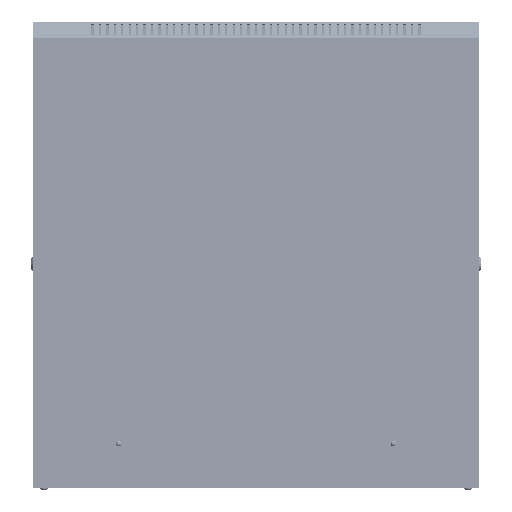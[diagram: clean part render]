
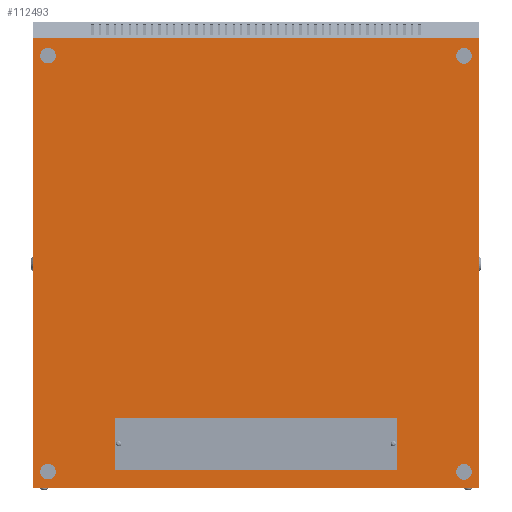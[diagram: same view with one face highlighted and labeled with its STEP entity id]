
A CAD part, front view. The second image highlights one B-rep face of the part: STEP entity #112493.
In plain terms, the highlighted planar face has unit normal (0, -1, 0).
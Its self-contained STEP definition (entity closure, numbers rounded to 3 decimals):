
#547 = EDGE_CURVE ( 'NONE', #88942, #173729, #171113, .T. ) ;
#914 = DIRECTION ( 'NONE',  ( 0., 1., 0. ) ) ;
#3514 = EDGE_CURVE ( 'NONE', #136878, #71364, #22781, .T. ) ;
#3821 = CARTESIAN_POINT ( 'NONE',  ( -190., 0., 95. ) ) ;
#4522 = DIRECTION ( 'NONE',  ( 0., 0., 1. ) ) ;
#5672 = EDGE_LOOP ( 'NONE', ( #44723, #48526 ) ) ;
#6831 = EDGE_CURVE ( 'NONE', #113580, #36969, #189866, .T. ) ;
#6932 = DIRECTION ( 'NONE',  ( 0., 0., 1. ) ) ;
#7185 = DIRECTION ( 'NONE',  ( 0., 1., 0. ) ) ;
#7219 = CARTESIAN_POINT ( 'NONE',  ( 280., 0., 21.9 ) ) ;
#8738 = DIRECTION ( 'NONE',  ( 1., 0., 0. ) ) ;
#11919 = VERTEX_POINT ( 'NONE', #144591 ) ;
#16084 = ORIENTED_EDGE ( 'NONE', *, *, #126668, .T. ) ;
#16668 = EDGE_LOOP ( 'NONE', ( #61436, #71029 ) ) ;
#18356 = CARTESIAN_POINT ( 'NONE',  ( -280., 0., 21.9 ) ) ;
#20398 = VERTEX_POINT ( 'NONE', #147962 ) ;
#20873 = AXIS2_PLACEMENT_3D ( 'NONE', #65572, #65515, #65308 ) ;
#20978 = CARTESIAN_POINT ( 'NONE',  ( -280., 0., 25.15 ) ) ;
#22781 = CIRCLE ( 'NONE', #20873, 3.25 ) ;
#23582 = CARTESIAN_POINT ( 'NONE',  ( -190., 0., 25. ) ) ;
#25297 = DIRECTION ( 'NONE',  ( 0., 0., 1. ) ) ;
#25539 = CARTESIAN_POINT ( 'NONE',  ( 280., 0., 581.9 ) ) ;
#28664 = CARTESIAN_POINT ( 'NONE',  ( -190., 0., 95. ) ) ;
#28819 = ORIENTED_EDGE ( 'NONE', *, *, #58525, .T. ) ;
#29691 = VECTOR ( 'NONE', #62659, 1000. ) ;
#34453 = CARTESIAN_POINT ( 'NONE',  ( -300., 0., 606.5 ) ) ;
#35015 = VECTOR ( 'NONE', #213324, 1000. ) ;
#35373 = DIRECTION ( 'NONE',  ( 0., 0., 1. ) ) ;
#36969 = VERTEX_POINT ( 'NONE', #186767 ) ;
#38282 = CARTESIAN_POINT ( 'NONE',  ( -190., 0., 95. ) ) ;
#38464 = VECTOR ( 'NONE', #8738, 1000. ) ;
#40172 = VERTEX_POINT ( 'NONE', #151596 ) ;
#42519 = DIRECTION ( 'NONE',  ( 0., 0., 1. ) ) ;
#42971 = EDGE_CURVE ( 'NONE', #68570, #90187, #156171, .T. ) ;
#42975 = EDGE_LOOP ( 'NONE', ( #73184, #87538, #91419, #103052 ) ) ;
#44723 = ORIENTED_EDGE ( 'NONE', *, *, #130879, .T. ) ;
#44768 = FACE_BOUND ( 'NONE', #46173, .T. ) ;
#46173 = EDGE_LOOP ( 'NONE', ( #57087, #59295 ) ) ;
#48526 = ORIENTED_EDGE ( 'NONE', *, *, #547, .T. ) ;
#50358 = CARTESIAN_POINT ( 'NONE',  ( 280., 0., 585.15 ) ) ;
#51641 = AXIS2_PLACEMENT_3D ( 'NONE', #216981, #216276, #215746 ) ;
#56025 = CARTESIAN_POINT ( 'NONE',  ( 300., 0., 606.5 ) ) ;
#56982 = AXIS2_PLACEMENT_3D ( 'NONE', #25539, #143720, #42519 ) ;
#57087 = ORIENTED_EDGE ( 'NONE', *, *, #131880, .T. ) ;
#58525 = EDGE_CURVE ( 'NONE', #40172, #189050, #61145, .T. ) ;
#59295 = ORIENTED_EDGE ( 'NONE', *, *, #3514, .T. ) ;
#59310 = CARTESIAN_POINT ( 'NONE',  ( 300., 0., 606.5 ) ) ;
#61145 = CIRCLE ( 'NONE', #138285, 3.25 ) ;
#61436 = ORIENTED_EDGE ( 'NONE', *, *, #132454, .T. ) ;
#62659 = DIRECTION ( 'NONE',  ( -1., 0., 0. ) ) ;
#65308 = DIRECTION ( 'NONE',  ( 0., 0., 1. ) ) ;
#65515 = DIRECTION ( 'NONE',  ( 0., 1., 0. ) ) ;
#65572 = CARTESIAN_POINT ( 'NONE',  ( 280., 0., 581.9 ) ) ;
#68570 = VERTEX_POINT ( 'NONE', #59310 ) ;
#71029 = ORIENTED_EDGE ( 'NONE', *, *, #6831, .T. ) ;
#71364 = VERTEX_POINT ( 'NONE', #50358 ) ;
#73051 = DIRECTION ( 'NONE',  ( -1., 0., 0. ) ) ;
#73184 = ORIENTED_EDGE ( 'NONE', *, *, #162270, .T. ) ;
#76003 = CARTESIAN_POINT ( 'NONE',  ( -190., 0., 25. ) ) ;
#83461 = LINE ( 'NONE', #76003, #38464 ) ;
#84834 = CARTESIAN_POINT ( 'NONE',  ( 280., 0., 18.65 ) ) ;
#85249 = PLANE ( 'NONE',  #198390 ) ;
#85276 = LINE ( 'NONE', #180513, #29691 ) ;
#87526 = CIRCLE ( 'NONE', #56982, 3.25 ) ;
#87538 = ORIENTED_EDGE ( 'NONE', *, *, #136404, .F. ) ;
#87967 = EDGE_LOOP ( 'NONE', ( #16084, #28819 ) ) ;
#88942 = VERTEX_POINT ( 'NONE', #195079 ) ;
#89715 = FACE_BOUND ( 'NONE', #5672, .T. ) ;
#90187 = VERTEX_POINT ( 'NONE', #204206 ) ;
#91043 = CARTESIAN_POINT ( 'NONE',  ( 280., 0., 21.9 ) ) ;
#91313 = CARTESIAN_POINT ( 'NONE',  ( -280., 0., 581.9 ) ) ;
#91419 = ORIENTED_EDGE ( 'NONE', *, *, #137002, .F. ) ;
#94979 = FACE_BOUND ( 'NONE', #87967, .T. ) ;
#101379 = VECTOR ( 'NONE', #103152, 1000. ) ;
#102854 = CIRCLE ( 'NONE', #141311, 3.25 ) ;
#103052 = ORIENTED_EDGE ( 'NONE', *, *, #42971, .T. ) ;
#103152 = DIRECTION ( 'NONE',  ( 0., 0., -1. ) ) ;
#104467 = EDGE_LOOP ( 'NONE', ( #105564, #115591, #117614, #119565 ) ) ;
#105564 = ORIENTED_EDGE ( 'NONE', *, *, #137978, .F. ) ;
#105777 = DIRECTION ( 'NONE',  ( 0., 1., 0. ) ) ;
#106045 = VECTOR ( 'NONE', #73051, 1000. ) ;
#108072 = DIRECTION ( 'NONE',  ( 0., 0., 1. ) ) ;
#108337 = DIRECTION ( 'NONE',  ( 0., 0., 1. ) ) ;
#109540 = CARTESIAN_POINT ( 'NONE',  ( 190., 0., 95. ) ) ;
#110511 = AXIS2_PLACEMENT_3D ( 'NONE', #7219, #7185, #6932 ) ;
#112493 = ADVANCED_FACE ( 'NONE', ( #94979, #89715, #44768, #218465, #189770, #174053 ), #85249, .F. ) ;
#113580 = VERTEX_POINT ( 'NONE', #84834 ) ;
#113628 = VECTOR ( 'NONE', #139543, 1000. ) ;
#114036 = VERTEX_POINT ( 'NONE', #131147 ) ;
#115591 = ORIENTED_EDGE ( 'NONE', *, *, #142514, .F. ) ;
#117614 = ORIENTED_EDGE ( 'NONE', *, *, #143488, .F. ) ;
#119143 = AXIS2_PLACEMENT_3D ( 'NONE', #91313, #208859, #108337 ) ;
#119243 = DIRECTION ( 'NONE',  ( 0., 0., 1. ) ) ;
#119565 = ORIENTED_EDGE ( 'NONE', *, *, #144114, .F. ) ;
#126668 = EDGE_CURVE ( 'NONE', #189050, #40172, #102854, .T. ) ;
#128580 = VERTEX_POINT ( 'NONE', #23582 ) ;
#130879 = EDGE_CURVE ( 'NONE', #173729, #88942, #135294, .T. ) ;
#131147 = CARTESIAN_POINT ( 'NONE',  ( 190., 0., 25. ) ) ;
#131880 = EDGE_CURVE ( 'NONE', #71364, #136878, #87526, .T. ) ;
#132454 = EDGE_CURVE ( 'NONE', #36969, #113580, #134793, .T. ) ;
#134793 = CIRCLE ( 'NONE', #210658, 3.25 ) ;
#135294 = CIRCLE ( 'NONE', #119143, 3.25 ) ;
#136404 = EDGE_CURVE ( 'NONE', #212445, #11919, #85276, .T. ) ;
#136576 = DIRECTION ( 'NONE',  ( 0., 1., 0. ) ) ;
#136659 = LINE ( 'NONE', #109540, #215193 ) ;
#136878 = VERTEX_POINT ( 'NONE', #192763 ) ;
#137002 = EDGE_CURVE ( 'NONE', #68570, #212445, #151027, .T. ) ;
#137978 = EDGE_CURVE ( 'NONE', #177912, #128580, #158400, .T. ) ;
#138285 = AXIS2_PLACEMENT_3D ( 'NONE', #18356, #136576, #35373 ) ;
#139543 = DIRECTION ( 'NONE',  ( 0., 0., -1. ) ) ;
#141311 = AXIS2_PLACEMENT_3D ( 'NONE', #206377, #105777, #4522 ) ;
#142514 = EDGE_CURVE ( 'NONE', #20398, #177912, #208818, .T. ) ;
#143488 = EDGE_CURVE ( 'NONE', #114036, #20398, #136659, .T. ) ;
#143720 = DIRECTION ( 'NONE',  ( 0., 1., 0. ) ) ;
#144114 = EDGE_CURVE ( 'NONE', #128580, #114036, #83461, .T. ) ;
#144591 = CARTESIAN_POINT ( 'NONE',  ( -300., 0., 0. ) ) ;
#146296 = LINE ( 'NONE', #34453, #101379 ) ;
#147337 = DIRECTION ( 'NONE',  ( 0., 0., -1. ) ) ;
#147962 = CARTESIAN_POINT ( 'NONE',  ( 190., 0., 95. ) ) ;
#150717 = CARTESIAN_POINT ( 'NONE',  ( 300., 0., 0. ) ) ;
#151027 = LINE ( 'NONE', #213800, #195519 ) ;
#151596 = CARTESIAN_POINT ( 'NONE',  ( -280., 0., 18.65 ) ) ;
#152411 = CARTESIAN_POINT ( 'NONE',  ( 300., 0., 606.5 ) ) ;
#156171 = LINE ( 'NONE', #56025, #106045 ) ;
#158400 = LINE ( 'NONE', #38282, #113628 ) ;
#162270 = EDGE_CURVE ( 'NONE', #90187, #11919, #146296, .T. ) ;
#171113 = CIRCLE ( 'NONE', #51641, 3.25 ) ;
#173729 = VERTEX_POINT ( 'NONE', #175083 ) ;
#174053 = FACE_BOUND ( 'NONE', #104467, .T. ) ;
#175083 = CARTESIAN_POINT ( 'NONE',  ( -280., 0., 585.15 ) ) ;
#177912 = VERTEX_POINT ( 'NONE', #3821 ) ;
#180513 = CARTESIAN_POINT ( 'NONE',  ( 300., 0., 0. ) ) ;
#186767 = CARTESIAN_POINT ( 'NONE',  ( 280., 0., 25.15 ) ) ;
#189050 = VERTEX_POINT ( 'NONE', #20978 ) ;
#189770 = FACE_OUTER_BOUND ( 'NONE', #42975, .T. ) ;
#189866 = CIRCLE ( 'NONE', #110511, 3.25 ) ;
#192763 = CARTESIAN_POINT ( 'NONE',  ( 280., 0., 578.65 ) ) ;
#195079 = CARTESIAN_POINT ( 'NONE',  ( -280., 0., 578.65 ) ) ;
#195519 = VECTOR ( 'NONE', #147337, 1000. ) ;
#198390 = AXIS2_PLACEMENT_3D ( 'NONE', #152411, #914, #119243 ) ;
#204206 = CARTESIAN_POINT ( 'NONE',  ( -300., 0., 606.5 ) ) ;
#206377 = CARTESIAN_POINT ( 'NONE',  ( -280., 0., 21.9 ) ) ;
#208605 = DIRECTION ( 'NONE',  ( 0., 1., 0. ) ) ;
#208818 = LINE ( 'NONE', #28664, #35015 ) ;
#208859 = DIRECTION ( 'NONE',  ( 0., 1., 0. ) ) ;
#210658 = AXIS2_PLACEMENT_3D ( 'NONE', #91043, #208605, #108072 ) ;
#212445 = VERTEX_POINT ( 'NONE', #150717 ) ;
#213324 = DIRECTION ( 'NONE',  ( -1., 0., 0. ) ) ;
#213800 = CARTESIAN_POINT ( 'NONE',  ( 300., 0., 606.5 ) ) ;
#215193 = VECTOR ( 'NONE', #25297, 1000. ) ;
#215746 = DIRECTION ( 'NONE',  ( 0., 0., 1. ) ) ;
#216276 = DIRECTION ( 'NONE',  ( 0., 1., 0. ) ) ;
#216981 = CARTESIAN_POINT ( 'NONE',  ( -280., 0., 581.9 ) ) ;
#218465 = FACE_BOUND ( 'NONE', #16668, .T. ) ;
